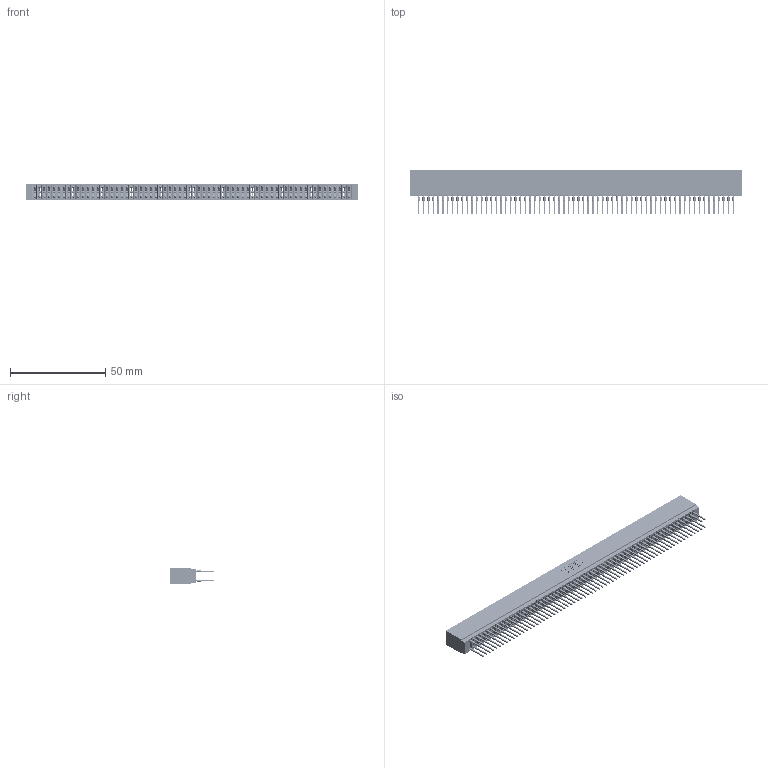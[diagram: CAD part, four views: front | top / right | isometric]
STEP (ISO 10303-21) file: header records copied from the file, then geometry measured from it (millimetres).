
FILE_DESCRIPTION (( 'STEP AP203' ), '1' );
FILE_NAME ('725-132-522-201.STEP', '2020-09-10T11:15:05', ( '' ), ( '' ), 'SwSTEP 2.0', 'SolidWorks 2020', '' );
FILE_SCHEMA (( 'CONFIG_CONTROL_DESIGN' ));
Length unit declared in the file: inch
Products named in the file (3): 725 Part_Insulator Option - 01; 725-132-522-201; 745-292-001_522
Assembly tree (133 placements, depth 2):
  725-132-522-201
    725 Part_Insulator Option - 01
    745-292-001_522  x132
Bounding box: 174.24 x 23.51 x 8.89 mm (x, y, z)
Volume: 13836.7 mm3; surface area: 30224.7 mm2
Topology: 133 solids, 133 shells, 11909 faces, 32000 edges, 20100 vertices
Faces by surface type: plane 6127, bspline 2640, cylinder 2350, torus 792
Entity records: 107806 total; most frequent: CARTESIAN_POINT 19191, ORIENTED_EDGE 18674, DIRECTION 16295, EDGE_CURVE 9337, LINE 8759, VECTOR 8759, VERTEX_POINT 5952, AXIS2_PLACEMENT_3D 3768
